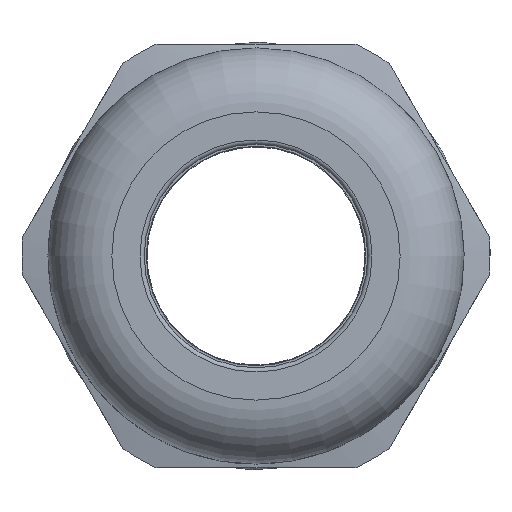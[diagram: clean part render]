
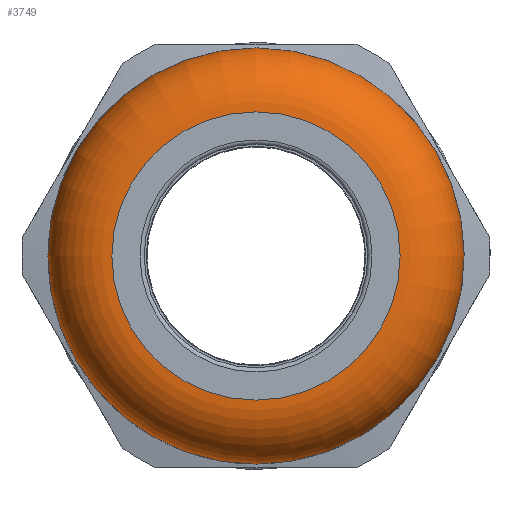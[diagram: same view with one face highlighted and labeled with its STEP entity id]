
A CAD part, left-side view. The second image highlights one B-rep face of the part: STEP entity #3749.
In plain terms, the highlighted toroidal (fillet/blend) face has major radius 6.81 mm and minor radius 3.02 mm.
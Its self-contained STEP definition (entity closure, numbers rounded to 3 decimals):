
#838=FACE_BOUND('',#1141,.T.);
#901=FACE_OUTER_BOUND('',#1140,.T.);
#1140=EDGE_LOOP('',(#2683));
#1141=EDGE_LOOP('',(#2684));
#1381=CIRCLE('',#4028,6.81);
#1397=CIRCLE('',#4064,9.83);
#1615=VERTEX_POINT('',#5675);
#1651=VERTEX_POINT('',#7125);
#2002=EDGE_CURVE('',#1615,#1615,#1381,.T.);
#2055=EDGE_CURVE('',#1651,#1651,#1397,.T.);
#2683=ORIENTED_EDGE('',*,*,#2055,.F.);
#2684=ORIENTED_EDGE('',*,*,#2002,.T.);
#3700=TOROIDAL_SURFACE('',#4063,6.81,3.02);
#3749=ADVANCED_FACE('',(#901,#838),#3700,.T.);
#4028=AXIS2_PLACEMENT_3D('',#5676,#4514,#4515);
#4063=AXIS2_PLACEMENT_3D('',#7124,#4599,#4600);
#4064=AXIS2_PLACEMENT_3D('',#7126,#4601,#4602);
#4514=DIRECTION('center_axis',(1.,0.,0.));
#4515=DIRECTION('ref_axis',(0.,0.,-1.));
#4599=DIRECTION('center_axis',(1.,0.,0.));
#4600=DIRECTION('ref_axis',(0.,0.,-1.));
#4601=DIRECTION('center_axis',(1.,0.,0.));
#4602=DIRECTION('ref_axis',(0.,0.,-1.));
#5675=CARTESIAN_POINT('',(-16.08,6.81,0.));
#5676=CARTESIAN_POINT('Origin',(-16.08,0.,0.));
#7124=CARTESIAN_POINT('Origin',(-13.06,0.,0.));
#7125=CARTESIAN_POINT('',(-13.06,9.83,0.));
#7126=CARTESIAN_POINT('Origin',(-13.06,0.,0.));
